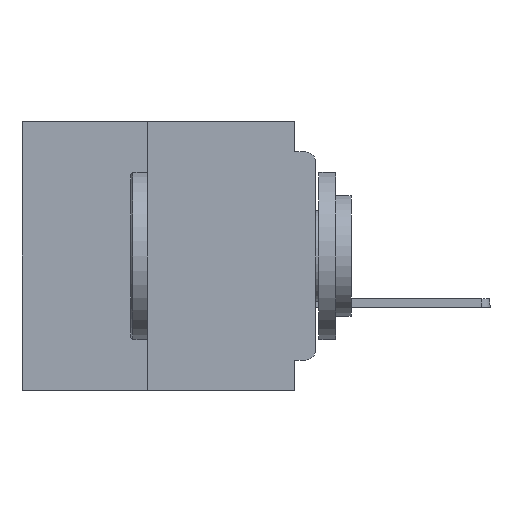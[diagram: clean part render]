
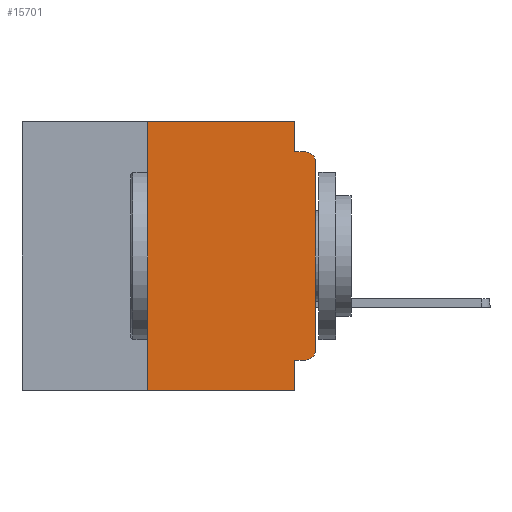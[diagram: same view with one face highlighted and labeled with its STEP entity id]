
A CAD part, left-side view. The second image highlights one B-rep face of the part: STEP entity #15701.
In plain terms, the highlighted planar face has unit normal (-1, 0, 0).
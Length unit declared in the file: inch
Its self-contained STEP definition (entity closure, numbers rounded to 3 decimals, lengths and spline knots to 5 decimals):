
#1059 = VERTEX_POINT ( 'NONE', #14479 ) ;
#1652 = VECTOR ( 'NONE', #27583, 39.37008 ) ;
#1959 = CARTESIAN_POINT ( 'NONE',  ( 0., 0.437, 0. ) ) ;
#2753 = CARTESIAN_POINT ( 'NONE',  ( 0., 0.437, -0.4 ) ) ;
#2839 = EDGE_CURVE ( 'NONE', #4175, #9624, #28098, .T. ) ;
#4175 = VERTEX_POINT ( 'NONE', #43547 ) ;
#4570 = DIRECTION ( 'NONE',  ( 0., 0., -1. ) ) ;
#4646 = EDGE_CURVE ( 'NONE', #28456, #33740, #15366, .T. ) ;
#4706 = CARTESIAN_POINT ( 'NONE',  ( 0., 0.031, 0. ) ) ;
#4829 = VECTOR ( 'NONE', #7304, 39.37008 ) ;
#5339 = DIRECTION ( 'NONE',  ( 0., 0., 1. ) ) ;
#5774 = LINE ( 'NONE', #56094, #26832 ) ;
#6209 = CARTESIAN_POINT ( 'NONE',  ( 0., 0.031, -0.4 ) ) ;
#6527 = DIRECTION ( 'NONE',  ( 1., 0., 0. ) ) ;
#6588 = LINE ( 'NONE', #6209, #29039 ) ;
#7304 = DIRECTION ( 'NONE',  ( 0., -1., 0. ) ) ;
#8614 = VECTOR ( 'NONE', #44500, 39.37008 ) ;
#9624 = VERTEX_POINT ( 'NONE', #42446 ) ;
#10053 = VERTEX_POINT ( 'NONE', #28487 ) ;
#12553 = VECTOR ( 'NONE', #4570, 39.37008 ) ;
#13697 = LINE ( 'NONE', #54043, #1652 ) ;
#13990 = ORIENTED_EDGE ( 'NONE', *, *, #53416, .T. ) ;
#14479 = CARTESIAN_POINT ( 'NONE',  ( 0., 0.015, -0.045 ) ) ;
#14956 = EDGE_LOOP ( 'NONE', ( #24951, #36174, #42564, #19285, #48371, #17963, #13990, #43950, #50330, #40881 ) ) ;
#15366 = LINE ( 'NONE', #4706, #12553 ) ;
#15701 = ADVANCED_FACE ( 'NONE', ( #37499 ), #28872, .F. ) ;
#16813 = LINE ( 'NONE', #2753, #4829 ) ;
#17963 = ORIENTED_EDGE ( 'NONE', *, *, #41065, .F. ) ;
#19285 = ORIENTED_EDGE ( 'NONE', *, *, #4646, .F. ) ;
#20106 = CARTESIAN_POINT ( 'NONE',  ( 0., 0.015, -0.06 ) ) ;
#22605 = CARTESIAN_POINT ( 'NONE',  ( 0., 0.031, -0.4 ) ) ;
#23177 = VERTEX_POINT ( 'NONE', #22605 ) ;
#24655 = DIRECTION ( 'NONE',  ( 0., 0., -1. ) ) ;
#24900 = CIRCLE ( 'NONE', #54970, 0.015 ) ;
#24951 = ORIENTED_EDGE ( 'NONE', *, *, #28746, .T. ) ;
#25166 = DIRECTION ( 'NONE',  ( 0., 1., 0. ) ) ;
#25605 = AXIS2_PLACEMENT_3D ( 'NONE', #55878, #55821, #55810 ) ;
#26832 = VECTOR ( 'NONE', #25166, 39.37008 ) ;
#27583 = DIRECTION ( 'NONE',  ( 0., -1., 0. ) ) ;
#27831 = CARTESIAN_POINT ( 'NONE',  ( 0., 0., 0. ) ) ;
#28098 = CIRCLE ( 'NONE', #25605, 0.015 ) ;
#28337 = EDGE_CURVE ( 'NONE', #4175, #48032, #5774, .T. ) ;
#28456 = VERTEX_POINT ( 'NONE', #52620 ) ;
#28487 = CARTESIAN_POINT ( 'NONE',  ( 0., 0.25, 0. ) ) ;
#28746 = EDGE_CURVE ( 'NONE', #9624, #40757, #29600, .T. ) ;
#28872 = PLANE ( 'NONE',  #29898 ) ;
#29039 = VECTOR ( 'NONE', #33037, 39.37008 ) ;
#29600 = LINE ( 'NONE', #27831, #39947 ) ;
#29898 = AXIS2_PLACEMENT_3D ( 'NONE', #1959, #6527, #37797 ) ;
#32968 = VERTEX_POINT ( 'NONE', #35545 ) ;
#33037 = DIRECTION ( 'NONE',  ( 0., 0., -1. ) ) ;
#33740 = VERTEX_POINT ( 'NONE', #35373 ) ;
#33870 = EDGE_CURVE ( 'NONE', #33740, #1059, #13697, .T. ) ;
#34079 = EDGE_CURVE ( 'NONE', #40757, #1059, #24900, .T. ) ;
#35373 = CARTESIAN_POINT ( 'NONE',  ( 0., 0.031, -0.045 ) ) ;
#35545 = CARTESIAN_POINT ( 'NONE',  ( 0., 0.25, -0.4 ) ) ;
#36174 = ORIENTED_EDGE ( 'NONE', *, *, #34079, .T. ) ;
#36943 = DIRECTION ( 'NONE',  ( 0., 0., 1. ) ) ;
#37499 = FACE_OUTER_BOUND ( 'NONE', #14956, .T. ) ;
#37797 = DIRECTION ( 'NONE',  ( 0., 0., -1. ) ) ;
#38818 = CARTESIAN_POINT ( 'NONE',  ( 0., 0., -0.06 ) ) ;
#39685 = CARTESIAN_POINT ( 'NONE',  ( 0., 0.437, 0. ) ) ;
#39947 = VECTOR ( 'NONE', #36943, 39.37008 ) ;
#40757 = VERTEX_POINT ( 'NONE', #38818 ) ;
#40881 = ORIENTED_EDGE ( 'NONE', *, *, #2839, .T. ) ;
#41065 = EDGE_CURVE ( 'NONE', #32968, #10053, #43462, .T. ) ;
#42446 = CARTESIAN_POINT ( 'NONE',  ( 0., 0., -0.34 ) ) ;
#42564 = ORIENTED_EDGE ( 'NONE', *, *, #33870, .F. ) ;
#43462 = LINE ( 'NONE', #49777, #55194 ) ;
#43547 = CARTESIAN_POINT ( 'NONE',  ( 0., 0.015, -0.355 ) ) ;
#43950 = ORIENTED_EDGE ( 'NONE', *, *, #50885, .F. ) ;
#44181 = LINE ( 'NONE', #39685, #8614 ) ;
#44500 = DIRECTION ( 'NONE',  ( 0., -1., 0. ) ) ;
#48032 = VERTEX_POINT ( 'NONE', #56657 ) ;
#48371 = ORIENTED_EDGE ( 'NONE', *, *, #56048, .F. ) ;
#49777 = CARTESIAN_POINT ( 'NONE',  ( 0., 0.25, -0.4 ) ) ;
#50330 = ORIENTED_EDGE ( 'NONE', *, *, #28337, .F. ) ;
#50885 = EDGE_CURVE ( 'NONE', #48032, #23177, #6588, .T. ) ;
#51158 = DIRECTION ( 'NONE',  ( -1., 0., 0. ) ) ;
#52620 = CARTESIAN_POINT ( 'NONE',  ( 0., 0.031, 0. ) ) ;
#53416 = EDGE_CURVE ( 'NONE', #32968, #23177, #16813, .T. ) ;
#54043 = CARTESIAN_POINT ( 'NONE',  ( 0., 0., -0.045 ) ) ;
#54970 = AXIS2_PLACEMENT_3D ( 'NONE', #20106, #51158, #24655 ) ;
#55194 = VECTOR ( 'NONE', #5339, 39.37008 ) ;
#55810 = DIRECTION ( 'NONE',  ( 0., 0., -1. ) ) ;
#55821 = DIRECTION ( 'NONE',  ( -1., 0., 0. ) ) ;
#55878 = CARTESIAN_POINT ( 'NONE',  ( 0., 0.015, -0.34 ) ) ;
#56048 = EDGE_CURVE ( 'NONE', #10053, #28456, #44181, .T. ) ;
#56094 = CARTESIAN_POINT ( 'NONE',  ( 0., 0., -0.355 ) ) ;
#56657 = CARTESIAN_POINT ( 'NONE',  ( 0., 0.031, -0.355 ) ) ;
